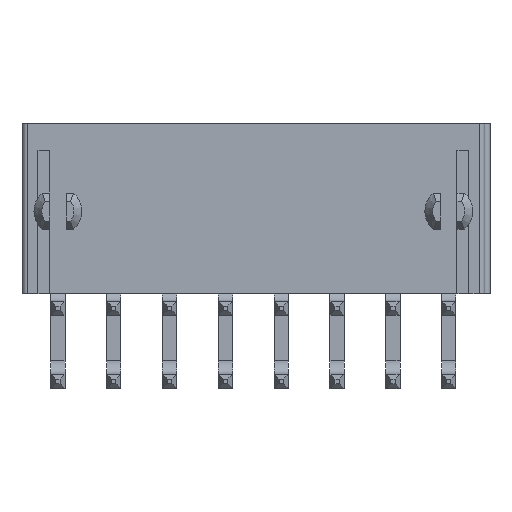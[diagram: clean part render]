
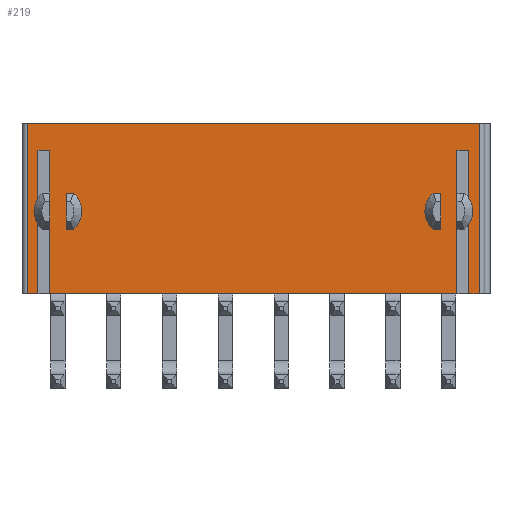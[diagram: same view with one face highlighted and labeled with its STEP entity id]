
A CAD part, front view. The second image highlights one B-rep face of the part: STEP entity #219.
In plain terms, the highlighted planar face has unit normal (0, -1, 0).
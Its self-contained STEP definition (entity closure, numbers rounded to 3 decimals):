
#219 = ADVANCED_FACE( '', ( #864, #865, #866 ), #867, .T. );
#864 = FACE_OUTER_BOUND( '', #1909, .T. );
#865 = FACE_BOUND( '', #1910, .T. );
#866 = FACE_BOUND( '', #1911, .T. );
#867 = PLANE( '', #1912 );
#1909 = EDGE_LOOP( '', ( #3695, #3696, #3697, #3698, #3699, #3700, #3701, #3702, #3703, #3704, #3705, #3706 ) );
#1910 = EDGE_LOOP( '', ( #3707, #3708 ) );
#1911 = EDGE_LOOP( '', ( #3709, #3710 ) );
#1912 = AXIS2_PLACEMENT_3D( '', #3711, #3712, #3713 );
#3695 = ORIENTED_EDGE( '', *, *, #7085, .F. );
#3696 = ORIENTED_EDGE( '', *, *, #7086, .F. );
#3697 = ORIENTED_EDGE( '', *, *, #7087, .T. );
#3698 = ORIENTED_EDGE( '', *, *, #6638, .T. );
#3699 = ORIENTED_EDGE( '', *, *, #7088, .F. );
#3700 = ORIENTED_EDGE( '', *, *, #7089, .F. );
#3701 = ORIENTED_EDGE( '', *, *, #6747, .T. );
#3702 = ORIENTED_EDGE( '', *, *, #7090, .F. );
#3703 = ORIENTED_EDGE( '', *, *, #6873, .T. );
#3704 = ORIENTED_EDGE( '', *, *, #7091, .F. );
#3705 = ORIENTED_EDGE( '', *, *, #7006, .T. );
#3706 = ORIENTED_EDGE( '', *, *, #7092, .F. );
#3707 = ORIENTED_EDGE( '', *, *, #7093, .T. );
#3708 = ORIENTED_EDGE( '', *, *, #6610, .T. );
#3709 = ORIENTED_EDGE( '', *, *, #7094, .T. );
#3710 = ORIENTED_EDGE( '', *, *, #7095, .T. );
#3711 = CARTESIAN_POINT( '', ( 17.4, 0.4, 0. ) );
#3712 = DIRECTION( '', ( 0., -1., 0. ) );
#3713 = DIRECTION( '', ( 0., 0., -1. ) );
#6610 = EDGE_CURVE( '', #7860, #7858, #7861, .T. );
#6638 = EDGE_CURVE( '', #7914, #7912, #7915, .T. );
#6747 = EDGE_CURVE( '', #8117, #8123, #8125, .T. );
#6873 = EDGE_CURVE( '', #8363, #8361, #8364, .T. );
#7006 = EDGE_CURVE( '', #8583, #8601, #8603, .T. );
#7085 = EDGE_CURVE( '', #8731, #8732, #8733, .T. );
#7086 = EDGE_CURVE( '', #8734, #8731, #8735, .T. );
#7087 = EDGE_CURVE( '', #8734, #7914, #8736, .T. );
#7088 = EDGE_CURVE( '', #8737, #7912, #8738, .T. );
#7089 = EDGE_CURVE( '', #8117, #8737, #8739, .T. );
#7090 = EDGE_CURVE( '', #8363, #8123, #8740, .T. );
#7091 = EDGE_CURVE( '', #8583, #8361, #8741, .T. );
#7092 = EDGE_CURVE( '', #8732, #8601, #8742, .T. );
#7093 = EDGE_CURVE( '', #7858, #7860, #8743, .T. );
#7094 = EDGE_CURVE( '', #8744, #8745, #8746, .T. );
#7095 = EDGE_CURVE( '', #8745, #8744, #8747, .T. );
#7858 = VERTEX_POINT( '', #9850 );
#7860 = VERTEX_POINT( '', #9853 );
#7861 = CIRCLE( '', #9854, 1.5 );
#7912 = VERTEX_POINT( '', #9931 );
#7914 = VERTEX_POINT( '', #9933 );
#7915 = LINE( '', #9934, #9935 );
#8117 = VERTEX_POINT( '', #10238 );
#8123 = VERTEX_POINT( '', #10247 );
#8125 = LINE( '', #10250, #10251 );
#8361 = VERTEX_POINT( '', #10596 );
#8363 = VERTEX_POINT( '', #10599 );
#8364 = LINE( '', #10600, #10601 );
#8583 = VERTEX_POINT( '', #10936 );
#8601 = VERTEX_POINT( '', #10963 );
#8603 = LINE( '', #10966, #10967 );
#8731 = VERTEX_POINT( '', #11172 );
#8732 = VERTEX_POINT( '', #11173 );
#8733 = LINE( '', #11174, #11175 );
#8734 = VERTEX_POINT( '', #11176 );
#8735 = LINE( '', #11177, #11178 );
#8736 = LINE( '', #11179, #11180 );
#8737 = VERTEX_POINT( '', #11181 );
#8738 = LINE( '', #11182, #11183 );
#8739 = LINE( '', #11184, #11185 );
#8740 = LINE( '', #11186, #11187 );
#8741 = LINE( '', #11188, #11189 );
#8742 = LINE( '', #11190, #11191 );
#8743 = LINE( '', #11192, #11193 );
#8744 = VERTEX_POINT( '', #11194 );
#8745 = VERTEX_POINT( '', #11195 );
#8746 = LINE( '', #11196, #11197 );
#8747 = CIRCLE( '', #11198, 1.5 );
#9850 = CARTESIAN_POINT( '', ( -14.09, 0.4, -7.97 ) );
#9853 = CARTESIAN_POINT( '', ( -14.09, 0.4, -5.23 ) );
#9854 = AXIS2_PLACEMENT_3D( '', #12784, #12785, #12786 );
#9931 = CARTESIAN_POINT( '', ( -17., 0.4, 0. ) );
#9933 = CARTESIAN_POINT( '', ( 17., 0.4, 0. ) );
#9934 = CARTESIAN_POINT( '', ( 17., 0.4, 0. ) );
#9935 = VECTOR( '', #12816, 1000. );
#10238 = CARTESIAN_POINT( '', ( -16.2, 0.4, -12.8 ) );
#10247 = CARTESIAN_POINT( '', ( -16.2, 0.4, -2. ) );
#10250 = CARTESIAN_POINT( '', ( -16.2, 0.4, -12.8 ) );
#10251 = VECTOR( '', #12931, 1000. );
#10596 = CARTESIAN_POINT( '', ( -15.31, 0.4, -12.8 ) );
#10599 = CARTESIAN_POINT( '', ( -15.31, 0.4, -2. ) );
#10600 = CARTESIAN_POINT( '', ( -15.31, 0.4, -2. ) );
#10601 = VECTOR( '', #13087, 1000. );
#10936 = CARTESIAN_POINT( '', ( 15.31, 0.4, -12.8 ) );
#10963 = CARTESIAN_POINT( '', ( 15.31, 0.4, -2. ) );
#10966 = CARTESIAN_POINT( '', ( 15.31, 0.4, -12.8 ) );
#10967 = VECTOR( '', #13232, 1000. );
#11172 = CARTESIAN_POINT( '', ( 16.2, 0.4, -12.8 ) );
#11173 = CARTESIAN_POINT( '', ( 16.2, 0.4, -2. ) );
#11174 = CARTESIAN_POINT( '', ( 16.2, 0.4, -12.8 ) );
#11175 = VECTOR( '', #13313, 1000. );
#11176 = CARTESIAN_POINT( '', ( 17., 0.4, -12.8 ) );
#11177 = CARTESIAN_POINT( '', ( 17., 0.4, -12.8 ) );
#11178 = VECTOR( '', #13314, 1000. );
#11179 = CARTESIAN_POINT( '', ( 17., 0.4, -12.8 ) );
#11180 = VECTOR( '', #13315, 1000. );
#11181 = CARTESIAN_POINT( '', ( -17., 0.4, -12.8 ) );
#11182 = CARTESIAN_POINT( '', ( -17., 0.4, -12.8 ) );
#11183 = VECTOR( '', #13316, 1000. );
#11184 = CARTESIAN_POINT( '', ( -16.2, 0.4, -12.8 ) );
#11185 = VECTOR( '', #13317, 1000. );
#11186 = CARTESIAN_POINT( '', ( -15.31, 0.4, -2. ) );
#11187 = VECTOR( '', #13318, 1000. );
#11188 = CARTESIAN_POINT( '', ( 15.31, 0.4, -12.8 ) );
#11189 = VECTOR( '', #13319, 1000. );
#11190 = CARTESIAN_POINT( '', ( 16.2, 0.4, -2. ) );
#11191 = VECTOR( '', #13320, 1000. );
#11192 = CARTESIAN_POINT( '', ( -14.09, 0.4, -7.97 ) );
#11193 = VECTOR( '', #13321, 1000. );
#11194 = CARTESIAN_POINT( '', ( 14.09, 0.4, -5.23 ) );
#11195 = CARTESIAN_POINT( '', ( 14.09, 0.4, -7.97 ) );
#11196 = CARTESIAN_POINT( '', ( 14.09, 0.4, -5.23 ) );
#11197 = VECTOR( '', #13322, 1000. );
#11198 = AXIS2_PLACEMENT_3D( '', #13323, #13324, #13325 );
#12784 = CARTESIAN_POINT( '', ( -14.7, 0.4, -6.6 ) );
#12785 = DIRECTION( '', ( 0., 1., 0. ) );
#12786 = DIRECTION( '', ( 0.407, 0., 0.914 ) );
#12816 = DIRECTION( '', ( -1., 0., 0. ) );
#12931 = DIRECTION( '', ( 0., 0., 1. ) );
#13087 = DIRECTION( '', ( 0., 0., -1. ) );
#13232 = DIRECTION( '', ( 0., 0., 1. ) );
#13313 = DIRECTION( '', ( 0., 0., 1. ) );
#13314 = DIRECTION( '', ( -1., 0., 0. ) );
#13315 = DIRECTION( '', ( 0., 0., 1. ) );
#13316 = DIRECTION( '', ( 0., 0., 1. ) );
#13317 = DIRECTION( '', ( -1., 0., 0. ) );
#13318 = DIRECTION( '', ( -1., 0., 0. ) );
#13319 = DIRECTION( '', ( -1., 0., 0. ) );
#13320 = DIRECTION( '', ( -1., 0., 0. ) );
#13321 = DIRECTION( '', ( 0., 0., 1. ) );
#13322 = DIRECTION( '', ( 0., 0., -1. ) );
#13323 = CARTESIAN_POINT( '', ( 14.7, 0.4, -6.6 ) );
#13324 = DIRECTION( '', ( 0., 1., 0. ) );
#13325 = DIRECTION( '', ( -0.407, 0., -0.914 ) );
